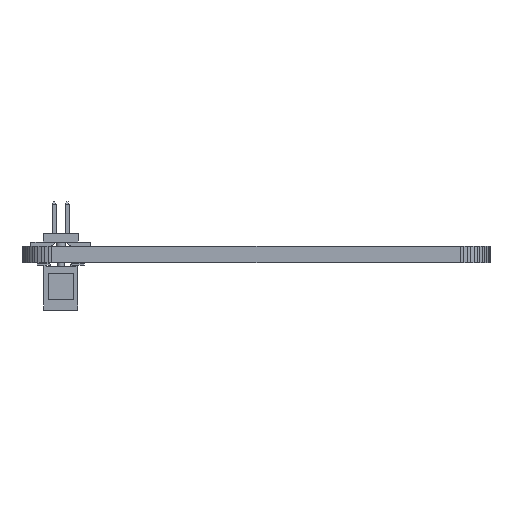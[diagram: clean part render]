
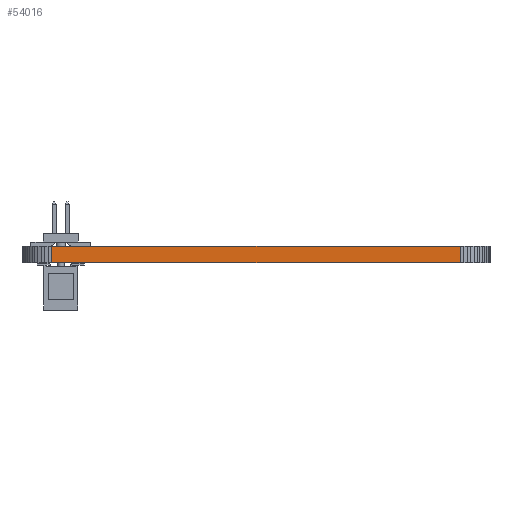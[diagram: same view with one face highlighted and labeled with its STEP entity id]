
A CAD part, front view. The second image highlights one B-rep face of the part: STEP entity #54016.
In plain terms, the highlighted planar face has unit normal (0, -1, 0).
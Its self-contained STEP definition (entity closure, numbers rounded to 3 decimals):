
#42313 = PLANE('',#42314);
#42314 = AXIS2_PLACEMENT_3D('',#42315,#42316,#42317);
#42315 = CARTESIAN_POINT('',(103.05,-65.612,1.6));
#42316 = DIRECTION('',(-0.,-0.,-1.));
#42317 = DIRECTION('',(-1.,0.,0.));
#42367 = PLANE('',#42368);
#42368 = AXIS2_PLACEMENT_3D('',#42369,#42370,#42371);
#42369 = CARTESIAN_POINT('',(103.05,-65.612,0.));
#42370 = DIRECTION('',(-0.,-0.,-1.));
#42371 = DIRECTION('',(-1.,0.,0.));
#44072 = VERTEX_POINT('',#44073);
#44073 = CARTESIAN_POINT('',(123.1,-88.3,0.));
#44087 = PLANE('',#44088);
#44088 = AXIS2_PLACEMENT_3D('',#44089,#44090,#44091);
#44089 = CARTESIAN_POINT('',(123.45,-88.279,0.));
#44090 = DIRECTION('',(0.06,-0.998,0.));
#44091 = DIRECTION('',(-0.998,-0.06,0.));
#44099 = EDGE_CURVE('',#44072,#44100,#44102,.T.);
#44100 = VERTEX_POINT('',#44101);
#44101 = CARTESIAN_POINT('',(83.3,-88.3,0.));
#44102 = SURFACE_CURVE('',#44103,(#44107,#44114),.PCURVE_S1.);
#44103 = LINE('',#44104,#44105);
#44104 = CARTESIAN_POINT('',(123.1,-88.3,0.));
#44105 = VECTOR('',#44106,1.);
#44106 = DIRECTION('',(-1.,0.,0.));
#44107 = PCURVE('',#42367,#44108);
#44108 = DEFINITIONAL_REPRESENTATION('',(#44109),#44113);
#44109 = LINE('',#44110,#44111);
#44110 = CARTESIAN_POINT('',(-20.05,-22.688));
#44111 = VECTOR('',#44112,1.);
#44112 = DIRECTION('',(1.,0.));
#44113 = ( GEOMETRIC_REPRESENTATION_CONTEXT(2) 
PARAMETRIC_REPRESENTATION_CONTEXT() REPRESENTATION_CONTEXT('2D SPACE',''
  ) );
#44114 = PCURVE('',#44115,#44120);
#44115 = PLANE('',#44116);
#44116 = AXIS2_PLACEMENT_3D('',#44117,#44118,#44119);
#44117 = CARTESIAN_POINT('',(123.1,-88.3,0.));
#44118 = DIRECTION('',(0.,-1.,0.));
#44119 = DIRECTION('',(-1.,0.,0.));
#44120 = DEFINITIONAL_REPRESENTATION('',(#44121),#44125);
#44121 = LINE('',#44122,#44123);
#44122 = CARTESIAN_POINT('',(0.,-0.));
#44123 = VECTOR('',#44124,1.);
#44124 = DIRECTION('',(1.,0.));
#44125 = ( GEOMETRIC_REPRESENTATION_CONTEXT(2) 
PARAMETRIC_REPRESENTATION_CONTEXT() REPRESENTATION_CONTEXT('2D SPACE',''
  ) );
#44143 = PLANE('',#44144);
#44144 = AXIS2_PLACEMENT_3D('',#44145,#44146,#44147);
#44145 = CARTESIAN_POINT('',(83.3,-88.3,0.));
#44146 = DIRECTION('',(-0.06,-0.998,0.));
#44147 = DIRECTION('',(-0.998,0.06,0.));
#48402 = VERTEX_POINT('',#48403);
#48403 = CARTESIAN_POINT('',(123.1,-88.3,1.6));
#48424 = EDGE_CURVE('',#48402,#48425,#48427,.T.);
#48425 = VERTEX_POINT('',#48426);
#48426 = CARTESIAN_POINT('',(83.3,-88.3,1.6));
#48427 = SURFACE_CURVE('',#48428,(#48432,#48439),.PCURVE_S1.);
#48428 = LINE('',#48429,#48430);
#48429 = CARTESIAN_POINT('',(123.1,-88.3,1.6));
#48430 = VECTOR('',#48431,1.);
#48431 = DIRECTION('',(-1.,0.,0.));
#48432 = PCURVE('',#42313,#48433);
#48433 = DEFINITIONAL_REPRESENTATION('',(#48434),#48438);
#48434 = LINE('',#48435,#48436);
#48435 = CARTESIAN_POINT('',(-20.05,-22.688));
#48436 = VECTOR('',#48437,1.);
#48437 = DIRECTION('',(1.,0.));
#48438 = ( GEOMETRIC_REPRESENTATION_CONTEXT(2) 
PARAMETRIC_REPRESENTATION_CONTEXT() REPRESENTATION_CONTEXT('2D SPACE',''
  ) );
#48439 = PCURVE('',#44115,#48440);
#48440 = DEFINITIONAL_REPRESENTATION('',(#48441),#48445);
#48441 = LINE('',#48442,#48443);
#48442 = CARTESIAN_POINT('',(0.,-1.6));
#48443 = VECTOR('',#48444,1.);
#48444 = DIRECTION('',(1.,0.));
#48445 = ( GEOMETRIC_REPRESENTATION_CONTEXT(2) 
PARAMETRIC_REPRESENTATION_CONTEXT() REPRESENTATION_CONTEXT('2D SPACE',''
  ) );
#53968 = EDGE_CURVE('',#44072,#48402,#53969,.T.);
#53969 = SURFACE_CURVE('',#53970,(#53974,#53981),.PCURVE_S1.);
#53970 = LINE('',#53971,#53972);
#53971 = CARTESIAN_POINT('',(123.1,-88.3,0.));
#53972 = VECTOR('',#53973,1.);
#53973 = DIRECTION('',(0.,0.,1.));
#53974 = PCURVE('',#44087,#53975);
#53975 = DEFINITIONAL_REPRESENTATION('',(#53976),#53980);
#53976 = LINE('',#53977,#53978);
#53977 = CARTESIAN_POINT('',(0.35,0.));
#53978 = VECTOR('',#53979,1.);
#53979 = DIRECTION('',(0.,-1.));
#53980 = ( GEOMETRIC_REPRESENTATION_CONTEXT(2) 
PARAMETRIC_REPRESENTATION_CONTEXT() REPRESENTATION_CONTEXT('2D SPACE',''
  ) );
#53981 = PCURVE('',#44115,#53982);
#53982 = DEFINITIONAL_REPRESENTATION('',(#53983),#53987);
#53983 = LINE('',#53984,#53985);
#53984 = CARTESIAN_POINT('',(0.,-0.));
#53985 = VECTOR('',#53986,1.);
#53986 = DIRECTION('',(0.,-1.));
#53987 = ( GEOMETRIC_REPRESENTATION_CONTEXT(2) 
PARAMETRIC_REPRESENTATION_CONTEXT() REPRESENTATION_CONTEXT('2D SPACE',''
  ) );
#54016 = ADVANCED_FACE('',(#54017),#44115,.T.);
#54017 = FACE_BOUND('',#54018,.T.);
#54018 = EDGE_LOOP('',(#54019,#54020,#54021,#54042));
#54019 = ORIENTED_EDGE('',*,*,#53968,.T.);
#54020 = ORIENTED_EDGE('',*,*,#48424,.T.);
#54021 = ORIENTED_EDGE('',*,*,#54022,.F.);
#54022 = EDGE_CURVE('',#44100,#48425,#54023,.T.);
#54023 = SURFACE_CURVE('',#54024,(#54028,#54035),.PCURVE_S1.);
#54024 = LINE('',#54025,#54026);
#54025 = CARTESIAN_POINT('',(83.3,-88.3,0.));
#54026 = VECTOR('',#54027,1.);
#54027 = DIRECTION('',(0.,0.,1.));
#54028 = PCURVE('',#44115,#54029);
#54029 = DEFINITIONAL_REPRESENTATION('',(#54030),#54034);
#54030 = LINE('',#54031,#54032);
#54031 = CARTESIAN_POINT('',(39.8,0.));
#54032 = VECTOR('',#54033,1.);
#54033 = DIRECTION('',(0.,-1.));
#54034 = ( GEOMETRIC_REPRESENTATION_CONTEXT(2) 
PARAMETRIC_REPRESENTATION_CONTEXT() REPRESENTATION_CONTEXT('2D SPACE',''
  ) );
#54035 = PCURVE('',#44143,#54036);
#54036 = DEFINITIONAL_REPRESENTATION('',(#54037),#54041);
#54037 = LINE('',#54038,#54039);
#54038 = CARTESIAN_POINT('',(0.,0.));
#54039 = VECTOR('',#54040,1.);
#54040 = DIRECTION('',(0.,-1.));
#54041 = ( GEOMETRIC_REPRESENTATION_CONTEXT(2) 
PARAMETRIC_REPRESENTATION_CONTEXT() REPRESENTATION_CONTEXT('2D SPACE',''
  ) );
#54042 = ORIENTED_EDGE('',*,*,#44099,.F.);
